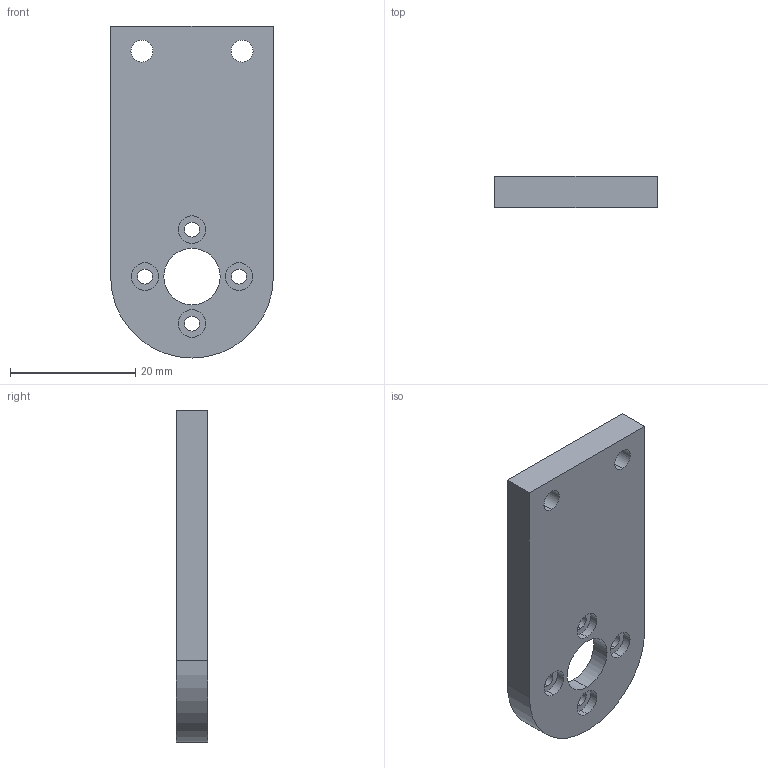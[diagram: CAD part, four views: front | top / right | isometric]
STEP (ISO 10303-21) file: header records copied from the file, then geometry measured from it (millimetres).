
FILE_DESCRIPTION (( 'STEP AP214' ), '1' );
FILE_NAME ('servo mounting bracket.STEP', '2024-04-12T10:46:41', ( '' ), ( '' ), 'SwSTEP 2.0', 'SolidWorks 2020', '' );
FILE_SCHEMA (( 'AUTOMOTIVE_DESIGN' ));
Length unit declared in the file: millimetre
Products named in the file (1): servo mounting bracket
Bounding box: 26 x 5 x 53 mm (x, y, z)
Volume: 5433.4 mm3; surface area: 3595.6 mm2
Topology: 1 solids, 1 shells, 36 faces, 87 edges, 58 vertices
Faces by surface type: cylinder 26, plane 10
Entity records: 1145 total; most frequent: DIRECTION 213, CARTESIAN_POINT 182, ORIENTED_EDGE 174, AXIS2_PLACEMENT_3D 89, EDGE_CURVE 87, VERTEX_POINT 58, EDGE_LOOP 55, CIRCLE 52
